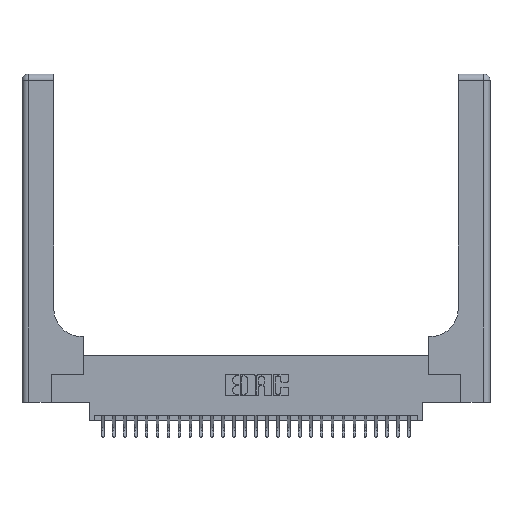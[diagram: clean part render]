
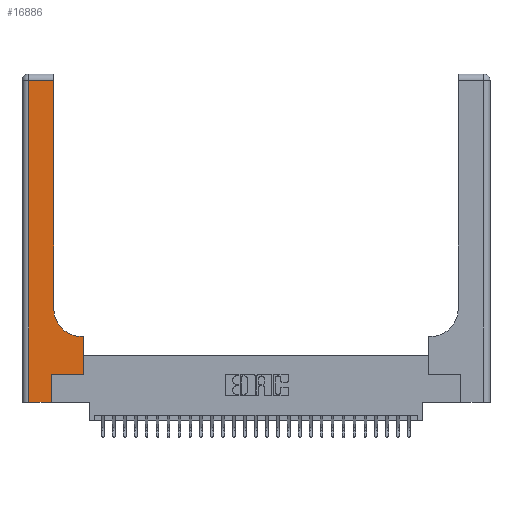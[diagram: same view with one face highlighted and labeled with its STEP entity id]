
A CAD part, top view. The second image highlights one B-rep face of the part: STEP entity #16886.
In plain terms, the highlighted planar face has unit normal (0, 0, 1).
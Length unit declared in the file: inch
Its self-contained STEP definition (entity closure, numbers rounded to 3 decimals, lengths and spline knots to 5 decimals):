
#111 = CARTESIAN_POINT ( 'NONE',  ( 0.5585, 0.6, 0.37 ) ) ;
#421 = ORIENTED_EDGE ( 'NONE', *, *, #18304, .T. ) ;
#495 = CARTESIAN_POINT ( 'NONE',  ( 0.269, 0., 0.37 ) ) ;
#791 = ORIENTED_EDGE ( 'NONE', *, *, #1271, .T. ) ;
#854 = DIRECTION ( 'NONE',  ( -1., 0., 0. ) ) ;
#977 = LINE ( 'NONE', #8133, #12783 ) ;
#1271 = EDGE_CURVE ( 'NONE', #16414, #12862, #6232, .T. ) ;
#1820 = LINE ( 'NONE', #495, #13641 ) ;
#2176 = EDGE_CURVE ( 'NONE', #29903, #15657, #26170, .T. ) ;
#2497 = CARTESIAN_POINT ( 'NONE',  ( 0.5415, 0.85, 0.37 ) ) ;
#2806 = CARTESIAN_POINT ( 'NONE',  ( 0.269, 0.25, 0.37 ) ) ;
#3564 = CARTESIAN_POINT ( 'NONE',  ( 0.06, 3., 0.37 ) ) ;
#3627 = EDGE_CURVE ( 'NONE', #22374, #29258, #977, .T. ) ;
#3792 = VECTOR ( 'NONE', #8813, 39.37008 ) ;
#4809 = CARTESIAN_POINT ( 'NONE',  ( 0.2915, 2.94, 0.37 ) ) ;
#4873 = DIRECTION ( 'NONE',  ( 1., 0., 0. ) ) ;
#5032 = CARTESIAN_POINT ( 'NONE',  ( 0.5585, 0.25, 0.37 ) ) ;
#5106 = VECTOR ( 'NONE', #854, 39.37008 ) ;
#5728 = AXIS2_PLACEMENT_3D ( 'NONE', #9509, #11850, #27955 ) ;
#5822 = EDGE_CURVE ( 'NONE', #28651, #22374, #29123, .T. ) ;
#5968 = DIRECTION ( 'NONE',  ( 0., -1., 0. ) ) ;
#6232 = LINE ( 'NONE', #13806, #17289 ) ;
#7888 = CARTESIAN_POINT ( 'NONE',  ( 0.2915, 0.6, 0.37 ) ) ;
#8133 = CARTESIAN_POINT ( 'NONE',  ( 0., 0., 0.37 ) ) ;
#8813 = DIRECTION ( 'NONE',  ( -1., 0., 0. ) ) ;
#9509 = CARTESIAN_POINT ( 'NONE',  ( 0., 3., 0.37 ) ) ;
#10775 = VECTOR ( 'NONE', #5968, 39.37008 ) ;
#11850 = DIRECTION ( 'NONE',  ( 0., 0., -1. ) ) ;
#12783 = VECTOR ( 'NONE', #19728, 39.37008 ) ;
#12862 = VERTEX_POINT ( 'NONE', #5032 ) ;
#12951 = ORIENTED_EDGE ( 'NONE', *, *, #28421, .T. ) ;
#12976 = CARTESIAN_POINT ( 'NONE',  ( 0., 2.94, 0.37 ) ) ;
#12981 = ORIENTED_EDGE ( 'NONE', *, *, #2176, .T. ) ;
#13641 = VECTOR ( 'NONE', #19351, 39.37008 ) ;
#13806 = CARTESIAN_POINT ( 'NONE',  ( 0.269, 0.25, 0.37 ) ) ;
#14295 = DIRECTION ( 'NONE',  ( 1., 0., 0. ) ) ;
#14721 = VECTOR ( 'NONE', #15304, 39.37008 ) ;
#15273 = VERTEX_POINT ( 'NONE', #4809 ) ;
#15304 = DIRECTION ( 'NONE',  ( 0., 1., 0. ) ) ;
#15657 = VERTEX_POINT ( 'NONE', #27029 ) ;
#15914 = ORIENTED_EDGE ( 'NONE', *, *, #3627, .T. ) ;
#16374 = LINE ( 'NONE', #12976, #3792 ) ;
#16414 = VERTEX_POINT ( 'NONE', #2806 ) ;
#16886 = ADVANCED_FACE ( 'NONE', ( #18469 ), #23441, .F. ) ;
#17289 = VECTOR ( 'NONE', #14295, 39.37008 ) ;
#18304 = EDGE_CURVE ( 'NONE', #27662, #29903, #29700, .T. ) ;
#18408 = EDGE_CURVE ( 'NONE', #12862, #27662, #26898, .T. ) ;
#18469 = FACE_OUTER_BOUND ( 'NONE', #24458, .T. ) ;
#18595 = LINE ( 'NONE', #22544, #29916 ) ;
#18804 = CARTESIAN_POINT ( 'NONE',  ( 0.06, 2.94, 0.37 ) ) ;
#18987 = DIRECTION ( 'NONE',  ( 0., 0., -1. ) ) ;
#19281 = CARTESIAN_POINT ( 'NONE',  ( 0.06, 0., 0.37 ) ) ;
#19351 = DIRECTION ( 'NONE',  ( 0., 1., 0. ) ) ;
#19728 = DIRECTION ( 'NONE',  ( 1., 0., 0. ) ) ;
#19928 = ORIENTED_EDGE ( 'NONE', *, *, #22071, .T. ) ;
#21024 = CARTESIAN_POINT ( 'NONE',  ( 0.269, 0., 0.37 ) ) ;
#22071 = EDGE_CURVE ( 'NONE', #15273, #28651, #16374, .T. ) ;
#22374 = VERTEX_POINT ( 'NONE', #19281 ) ;
#22544 = CARTESIAN_POINT ( 'NONE',  ( 0.2915, 3., 0.37 ) ) ;
#23441 = PLANE ( 'NONE',  #5728 ) ;
#24199 = ORIENTED_EDGE ( 'NONE', *, *, #24798, .T. ) ;
#24458 = EDGE_LOOP ( 'NONE', ( #12951, #19928, #27348, #15914, #24199, #791, #29129, #421, #12981 ) ) ;
#24798 = EDGE_CURVE ( 'NONE', #29258, #16414, #1820, .T. ) ;
#24799 = DIRECTION ( 'NONE',  ( 0., 1., 0. ) ) ;
#25538 = AXIS2_PLACEMENT_3D ( 'NONE', #2497, #18987, #4873 ) ;
#26170 = CIRCLE ( 'NONE', #25538, 0.25 ) ;
#26898 = LINE ( 'NONE', #28871, #14721 ) ;
#27029 = CARTESIAN_POINT ( 'NONE',  ( 0.2915, 0.85, 0.37 ) ) ;
#27348 = ORIENTED_EDGE ( 'NONE', *, *, #5822, .T. ) ;
#27662 = VERTEX_POINT ( 'NONE', #111 ) ;
#27955 = DIRECTION ( 'NONE',  ( -1., 0., 0. ) ) ;
#28244 = CARTESIAN_POINT ( 'NONE',  ( 0.5415, 0.6, 0.37 ) ) ;
#28421 = EDGE_CURVE ( 'NONE', #15657, #15273, #18595, .T. ) ;
#28651 = VERTEX_POINT ( 'NONE', #18804 ) ;
#28871 = CARTESIAN_POINT ( 'NONE',  ( 0.5585, 0.25, 0.37 ) ) ;
#29123 = LINE ( 'NONE', #3564, #10775 ) ;
#29129 = ORIENTED_EDGE ( 'NONE', *, *, #18408, .T. ) ;
#29258 = VERTEX_POINT ( 'NONE', #21024 ) ;
#29700 = LINE ( 'NONE', #7888, #5106 ) ;
#29903 = VERTEX_POINT ( 'NONE', #28244 ) ;
#29916 = VECTOR ( 'NONE', #24799, 39.37008 ) ;
